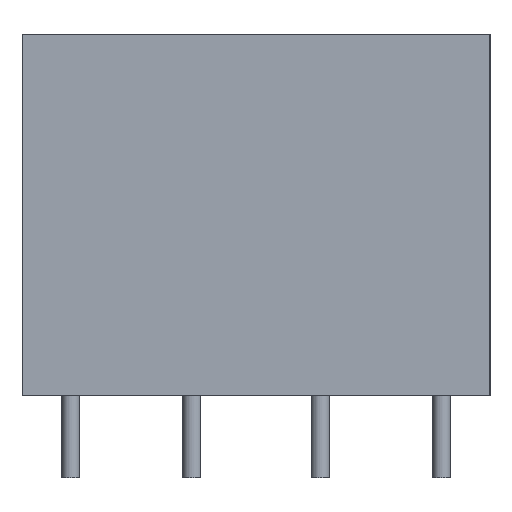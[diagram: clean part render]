
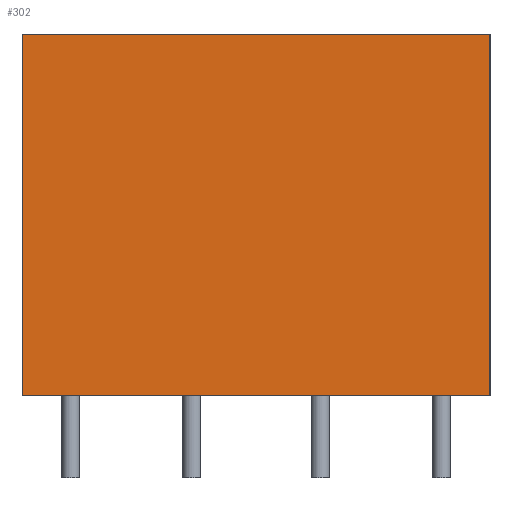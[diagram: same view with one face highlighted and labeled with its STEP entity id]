
A CAD part, left-side view. The second image highlights one B-rep face of the part: STEP entity #302.
In plain terms, the highlighted planar face has unit normal (-1, 0, 0).
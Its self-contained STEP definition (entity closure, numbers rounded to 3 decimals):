
#32=PLANE('',#354);
#54=FACE_OUTER_BOUND('',#76,.T.);
#76=EDGE_LOOP('',(#249,#250,#251,#252));
#100=LINE('',#522,#120);
#101=LINE('',#525,#121);
#102=LINE('',#527,#122);
#103=LINE('',#528,#123);
#120=VECTOR('',#438,10.);
#121=VECTOR('',#441,10.);
#122=VECTOR('',#442,10.);
#123=VECTOR('',#443,10.);
#161=VERTEX_POINT('',#515);
#164=VERTEX_POINT('',#520);
#165=VERTEX_POINT('',#524);
#166=VERTEX_POINT('',#526);
#196=EDGE_CURVE('',#161,#164,#100,.T.);
#197=EDGE_CURVE('',#165,#161,#101,.T.);
#198=EDGE_CURVE('',#166,#164,#102,.T.);
#199=EDGE_CURVE('',#165,#166,#103,.T.);
#249=ORIENTED_EDGE('',*,*,#197,.T.);
#250=ORIENTED_EDGE('',*,*,#196,.T.);
#251=ORIENTED_EDGE('',*,*,#198,.F.);
#252=ORIENTED_EDGE('',*,*,#199,.F.);
#302=ADVANCED_FACE('',(#54),#32,.T.);
#354=AXIS2_PLACEMENT_3D('',#523,#439,#440);
#438=DIRECTION('',(0.,0.,1.));
#439=DIRECTION('center_axis',(-1.,0.,0.));
#440=DIRECTION('ref_axis',(0.,-1.,0.));
#441=DIRECTION('',(0.,-1.,0.));
#442=DIRECTION('',(0.,-1.,0.));
#443=DIRECTION('',(0.,0.,1.));
#515=CARTESIAN_POINT('',(-23.75,-14.25,0.));
#520=CARTESIAN_POINT('',(-23.75,-14.25,22.));
#522=CARTESIAN_POINT('',(-23.75,-14.25,0.));
#523=CARTESIAN_POINT('Origin',(-23.75,14.25,0.));
#524=CARTESIAN_POINT('',(-23.75,14.25,0.));
#525=CARTESIAN_POINT('',(-23.75,14.25,0.));
#526=CARTESIAN_POINT('',(-23.75,14.25,22.));
#527=CARTESIAN_POINT('',(-23.75,14.25,22.));
#528=CARTESIAN_POINT('',(-23.75,14.25,0.));
